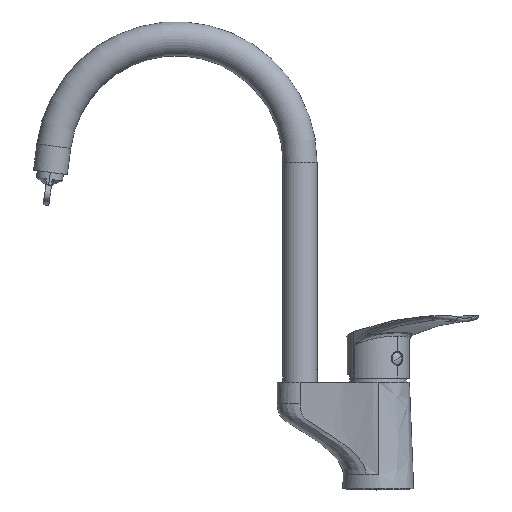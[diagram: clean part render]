
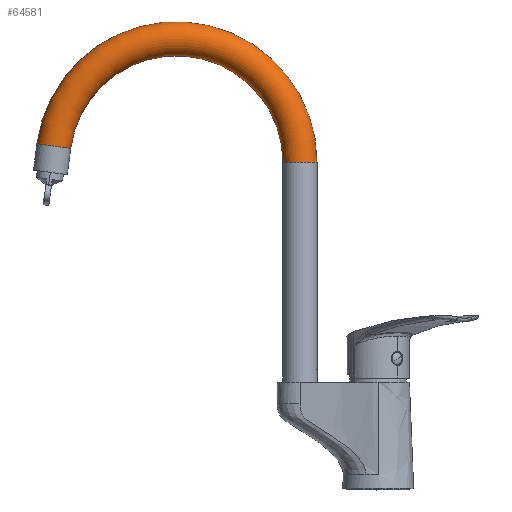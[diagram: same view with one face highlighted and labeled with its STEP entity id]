
A CAD part, top view. The second image highlights one B-rep face of the part: STEP entity #64581.
In plain terms, the highlighted toroidal (fillet/blend) face has major radius 87 mm and minor radius 12 mm.
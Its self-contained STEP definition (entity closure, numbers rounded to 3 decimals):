
#1106 = CIRCLE ( 'NONE', #55364, 12. ) ;
#1152 = EDGE_LOOP ( 'NONE', ( #50584, #55383, #59184, #70261 ) ) ;
#3303 = VERTEX_POINT ( 'NONE', #8263 ) ;
#4336 = EDGE_CURVE ( 'NONE', #3303, #35125, #20724, .T. ) ;
#4778 = VERTEX_POINT ( 'NONE', #39533 ) ;
#5872 = DIRECTION ( 'NONE',  ( 0., 0., 1. ) ) ;
#6425 = CARTESIAN_POINT ( 'NONE',  ( -256.637, 212.664, 0. ) ) ;
#8263 = CARTESIAN_POINT ( 'NONE',  ( -59.496, 199.648, 0. ) ) ;
#14474 = DIRECTION ( 'NONE',  ( 1., 0., 0. ) ) ;
#14782 = DIRECTION ( 'NONE',  ( 0., 0., -1. ) ) ;
#14981 = VERTEX_POINT ( 'NONE', #63024 ) ;
#17064 = AXIS2_PLACEMENT_3D ( 'NONE', #24018, #29450, #18404 ) ;
#18404 = DIRECTION ( 'NONE',  ( 1., 0., 0. ) ) ;
#19152 = CIRCLE ( 'NONE', #58166, 75. ) ;
#20338 = CARTESIAN_POINT ( 'NONE',  ( -158.496, 199.648, 0. ) ) ;
#20724 = CIRCLE ( 'NONE', #17064, 99. ) ;
#24018 = CARTESIAN_POINT ( 'NONE',  ( -158.496, 199.648, 0. ) ) ;
#24042 = EDGE_CURVE ( 'NONE', #14981, #3303, #1106, .T. ) ;
#24635 = AXIS2_PLACEMENT_3D ( 'NONE', #20338, #64288, #14474 ) ;
#28135 = CARTESIAN_POINT ( 'NONE',  ( -158.496, 199.648, 0. ) ) ;
#29450 = DIRECTION ( 'NONE',  ( 0., 0., 1. ) ) ;
#32146 = AXIS2_PLACEMENT_3D ( 'NONE', #36132, #42245, #14782 ) ;
#33055 = EDGE_CURVE ( 'NONE', #4778, #35125, #52055, .T. ) ;
#35125 = VERTEX_POINT ( 'NONE', #6425 ) ;
#36132 = CARTESIAN_POINT ( 'NONE',  ( -244.741, 211.086, 0. ) ) ;
#38673 = DIRECTION ( 'NONE',  ( 0., 0., -1. ) ) ;
#39347 = EDGE_CURVE ( 'NONE', #14981, #4778, #19152, .T. ) ;
#39405 = DIRECTION ( 'NONE',  ( 0., 1., 0. ) ) ;
#39533 = CARTESIAN_POINT ( 'NONE',  ( -232.845, 209.509, 0. ) ) ;
#42245 = DIRECTION ( 'NONE',  ( -0.131, -0.991, 0. ) ) ;
#45926 = TOROIDAL_SURFACE ( 'NONE', #24635, 87., 12. ) ;
#50187 = CARTESIAN_POINT ( 'NONE',  ( -71.496, 199.648, 0. ) ) ;
#50584 = ORIENTED_EDGE ( 'NONE', *, *, #24042, .T. ) ;
#52055 = CIRCLE ( 'NONE', #32146, 12. ) ;
#52964 = FACE_OUTER_BOUND ( 'NONE', #1152, .T. ) ;
#55364 = AXIS2_PLACEMENT_3D ( 'NONE', #50187, #39405, #38673 ) ;
#55383 = ORIENTED_EDGE ( 'NONE', *, *, #4336, .T. ) ;
#58166 = AXIS2_PLACEMENT_3D ( 'NONE', #28135, #5872, #67450 ) ;
#59184 = ORIENTED_EDGE ( 'NONE', *, *, #33055, .F. ) ;
#63024 = CARTESIAN_POINT ( 'NONE',  ( -83.496, 199.648, 0. ) ) ;
#64288 = DIRECTION ( 'NONE',  ( 0., 0., 1. ) ) ;
#64581 = ADVANCED_FACE ( 'NONE', ( #52964 ), #45926, .T. ) ;
#67450 = DIRECTION ( 'NONE',  ( 1., 0., 0. ) ) ;
#70261 = ORIENTED_EDGE ( 'NONE', *, *, #39347, .F. ) ;
